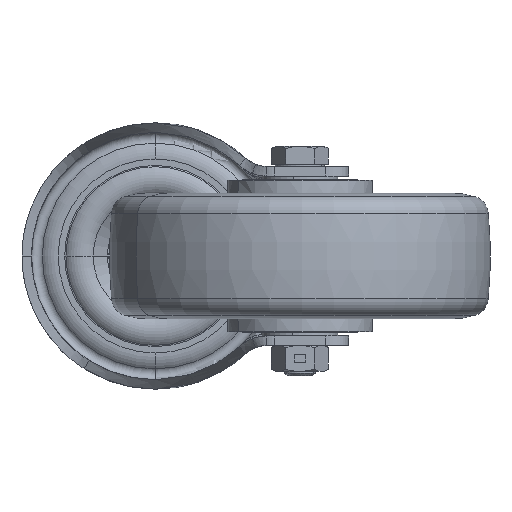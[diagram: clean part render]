
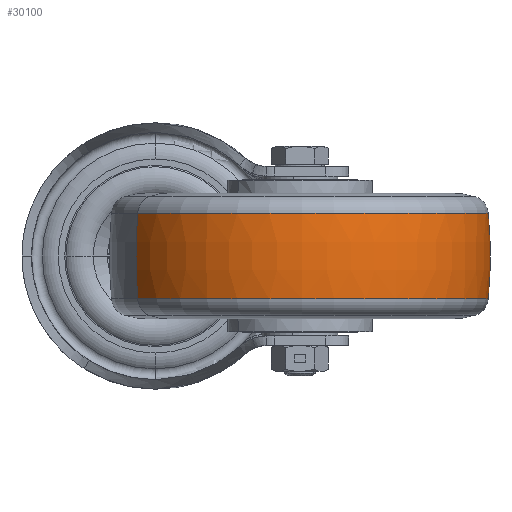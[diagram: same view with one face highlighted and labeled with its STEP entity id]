
A CAD part, front view. The second image highlights one B-rep face of the part: STEP entity #30100.
In plain terms, the highlighted toroidal (fillet/blend) face has major radius 75 mm and minor radius 125 mm.
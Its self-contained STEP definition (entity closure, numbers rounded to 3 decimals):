
#675 = AXIS2_PLACEMENT_3D ( 'NONE', #7633, #7124, #27396 ) ;
#689 = EDGE_CURVE ( 'NONE', #4095, #20056, #32820, .T. ) ;
#694 = CARTESIAN_POINT ( 'NONE',  ( 102.588, -37.877, 0. ) ) ;
#2441 = DIRECTION ( 'NONE',  ( -0.861, -0.508, 0. ) ) ;
#2572 = CARTESIAN_POINT ( 'NONE',  ( 80.622, -50.843, -11.255 ) ) ;
#2580 = AXIS2_PLACEMENT_3D ( 'NONE', #28229, #7487, #2441 ) ;
#2712 = VERTEX_POINT ( 'NONE', #18284 ) ;
#3779 = DIRECTION ( 'NONE',  ( 0., 0., -1. ) ) ;
#4095 = VERTEX_POINT ( 'NONE', #23454 ) ;
#4786 = AXIS2_PLACEMENT_3D ( 'NONE', #11579, #3779, #29345 ) ;
#7124 = DIRECTION ( 'NONE',  ( 0., 0., -1. ) ) ;
#7487 = DIRECTION ( 'NONE',  ( -0.508, 0.861, 0. ) ) ;
#7633 = CARTESIAN_POINT ( 'NONE',  ( 38., -76., -11.255 ) ) ;
#7647 = EDGE_CURVE ( 'NONE', #4095, #32233, #19556, .T. ) ;
#10106 = TOROIDAL_SURFACE ( 'NONE', #4786, -75., 125. ) ;
#10554 = DIRECTION ( 'NONE',  ( 0.508, -0.861, 0. ) ) ;
#11558 = EDGE_CURVE ( 'NONE', #32233, #2712, #14504, .T. ) ;
#11579 = CARTESIAN_POINT ( 'NONE',  ( 38., -76., 0. ) ) ;
#12056 = EDGE_LOOP ( 'NONE', ( #31869, #21295, #16915, #18151 ) ) ;
#12403 = CIRCLE ( 'NONE', #30967, 125. ) ;
#13197 = DIRECTION ( 'NONE',  ( 0.861, 0.508, 0. ) ) ;
#14504 = CIRCLE ( 'NONE', #675, 49.492 ) ;
#16915 = ORIENTED_EDGE ( 'NONE', *, *, #23399, .T. ) ;
#18151 = ORIENTED_EDGE ( 'NONE', *, *, #11558, .F. ) ;
#18284 = CARTESIAN_POINT ( 'NONE',  ( -4.622, -101.157, -11.255 ) ) ;
#18885 = CARTESIAN_POINT ( 'NONE',  ( 38., -76., 11.255 ) ) ;
#19556 = CIRCLE ( 'NONE', #2580, 125. ) ;
#20056 = VERTEX_POINT ( 'NONE', #31829 ) ;
#21295 = ORIENTED_EDGE ( 'NONE', *, *, #689, .T. ) ;
#22200 = FACE_OUTER_BOUND ( 'NONE', #12056, .T. ) ;
#23399 = EDGE_CURVE ( 'NONE', #20056, #2712, #12403, .T. ) ;
#23454 = CARTESIAN_POINT ( 'NONE',  ( 80.622, -50.843, 11.255 ) ) ;
#27396 = DIRECTION ( 'NONE',  ( -0.861, -0.508, 0. ) ) ;
#28229 = CARTESIAN_POINT ( 'NONE',  ( -26.588, -114.123, 0. ) ) ;
#29345 = DIRECTION ( 'NONE',  ( -0.861, -0.508, 0. ) ) ;
#29499 = DIRECTION ( 'NONE',  ( 0., 0., -1. ) ) ;
#30100 = ADVANCED_FACE ( 'NONE', ( #22200 ), #10106, .T. ) ;
#30175 = AXIS2_PLACEMENT_3D ( 'NONE', #18885, #29499, #31685 ) ;
#30967 = AXIS2_PLACEMENT_3D ( 'NONE', #694, #10554, #13197 ) ;
#31685 = DIRECTION ( 'NONE',  ( -0.861, -0.508, 0. ) ) ;
#31829 = CARTESIAN_POINT ( 'NONE',  ( -4.622, -101.157, 11.255 ) ) ;
#31869 = ORIENTED_EDGE ( 'NONE', *, *, #7647, .F. ) ;
#32233 = VERTEX_POINT ( 'NONE', #2572 ) ;
#32820 = CIRCLE ( 'NONE', #30175, 49.492 ) ;
